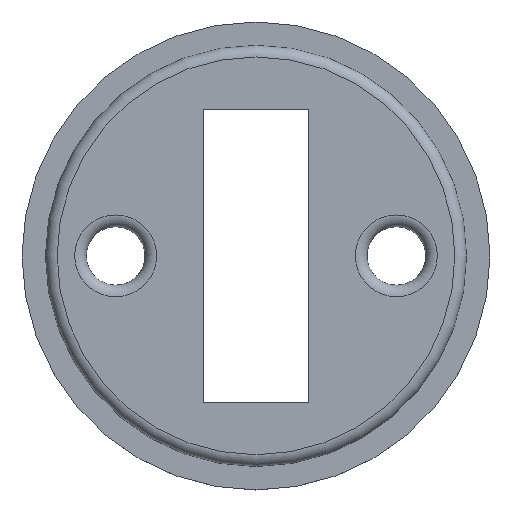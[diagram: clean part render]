
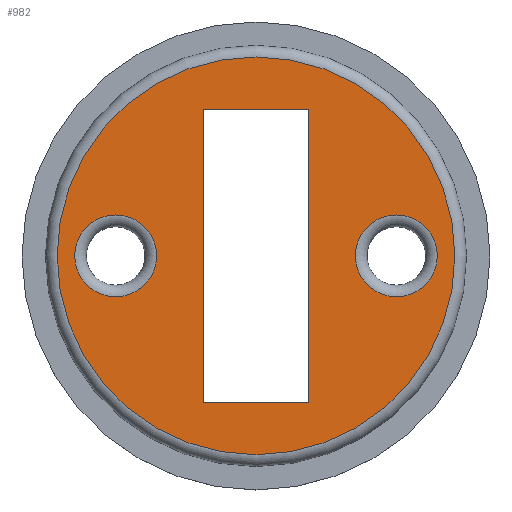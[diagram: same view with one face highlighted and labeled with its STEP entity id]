
A CAD part, top view. The second image highlights one B-rep face of the part: STEP entity #982.
In plain terms, the highlighted planar face has unit normal (0, 0, 1).
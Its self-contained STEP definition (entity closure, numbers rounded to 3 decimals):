
#682 = EDGE_CURVE('',#683,#685,#687,.T.);
#683 = VERTEX_POINT('',#684);
#684 = CARTESIAN_POINT('',(-9.,25.,15.));
#685 = VERTEX_POINT('',#686);
#686 = CARTESIAN_POINT('',(9.,25.,15.));
#687 = LINE('',#688,#689);
#688 = CARTESIAN_POINT('',(-9.,25.,15.));
#689 = VECTOR('',#690,1.);
#690 = DIRECTION('',(1.,0.,0.));
#836 = VERTEX_POINT('',#837);
#837 = CARTESIAN_POINT('',(31.,0.,15.));
#846 = EDGE_CURVE('',#836,#836,#847,.T.);
#847 = CIRCLE('',#848,7.);
#848 = AXIS2_PLACEMENT_3D('',#849,#850,#851);
#849 = CARTESIAN_POINT('',(24.,0.,15.));
#850 = DIRECTION('',(0.,0.,1.));
#851 = DIRECTION('',(1.,0.,-0.));
#886 = EDGE_CURVE('',#887,#889,#891,.T.);
#887 = VERTEX_POINT('',#888);
#888 = CARTESIAN_POINT('',(9.,-25.,15.));
#889 = VERTEX_POINT('',#890);
#890 = CARTESIAN_POINT('',(-9.,-25.,15.));
#891 = LINE('',#892,#893);
#892 = CARTESIAN_POINT('',(9.,-25.,15.));
#893 = VECTOR('',#894,1.);
#894 = DIRECTION('',(-1.,0.,0.));
#951 = EDGE_CURVE('',#889,#683,#952,.T.);
#952 = LINE('',#953,#954);
#953 = CARTESIAN_POINT('',(-9.,-25.,15.));
#954 = VECTOR('',#955,1.);
#955 = DIRECTION('',(0.,1.,0.));
#982 = ADVANCED_FACE('',(#983,#994,#1005,#1008),#1019,.T.);
#983 = FACE_BOUND('',#984,.T.);
#984 = EDGE_LOOP('',(#985));
#985 = ORIENTED_EDGE('',*,*,#986,.F.);
#986 = EDGE_CURVE('',#987,#987,#989,.T.);
#987 = VERTEX_POINT('',#988);
#988 = CARTESIAN_POINT('',(-17.,0.,15.));
#989 = CIRCLE('',#990,7.);
#990 = AXIS2_PLACEMENT_3D('',#991,#992,#993);
#991 = CARTESIAN_POINT('',(-24.,0.,15.));
#992 = DIRECTION('',(0.,0.,1.));
#993 = DIRECTION('',(1.,0.,-0.));
#994 = FACE_BOUND('',#995,.T.);
#995 = EDGE_LOOP('',(#996,#997,#998,#1004));
#996 = ORIENTED_EDGE('',*,*,#951,.T.);
#997 = ORIENTED_EDGE('',*,*,#682,.T.);
#998 = ORIENTED_EDGE('',*,*,#999,.T.);
#999 = EDGE_CURVE('',#685,#887,#1000,.T.);
#1000 = LINE('',#1001,#1002);
#1001 = CARTESIAN_POINT('',(9.,25.,15.));
#1002 = VECTOR('',#1003,1.);
#1003 = DIRECTION('',(0.,-1.,0.));
#1004 = ORIENTED_EDGE('',*,*,#886,.T.);
#1005 = FACE_BOUND('',#1006,.T.);
#1006 = EDGE_LOOP('',(#1007));
#1007 = ORIENTED_EDGE('',*,*,#846,.F.);
#1008 = FACE_BOUND('',#1009,.T.);
#1009 = EDGE_LOOP('',(#1010));
#1010 = ORIENTED_EDGE('',*,*,#1011,.T.);
#1011 = EDGE_CURVE('',#1012,#1012,#1014,.T.);
#1012 = VERTEX_POINT('',#1013);
#1013 = CARTESIAN_POINT('',(34.,0.,15.));
#1014 = CIRCLE('',#1015,34.);
#1015 = AXIS2_PLACEMENT_3D('',#1016,#1017,#1018);
#1016 = CARTESIAN_POINT('',(0.,0.,15.));
#1017 = DIRECTION('',(0.,0.,1.));
#1018 = DIRECTION('',(1.,0.,-0.));
#1019 = PLANE('',#1020);
#1020 = AXIS2_PLACEMENT_3D('',#1021,#1022,#1023);
#1021 = CARTESIAN_POINT('',(0.,0.,15.)
  );
#1022 = DIRECTION('',(0.,0.,1.));
#1023 = DIRECTION('',(1.,0.,0.));
